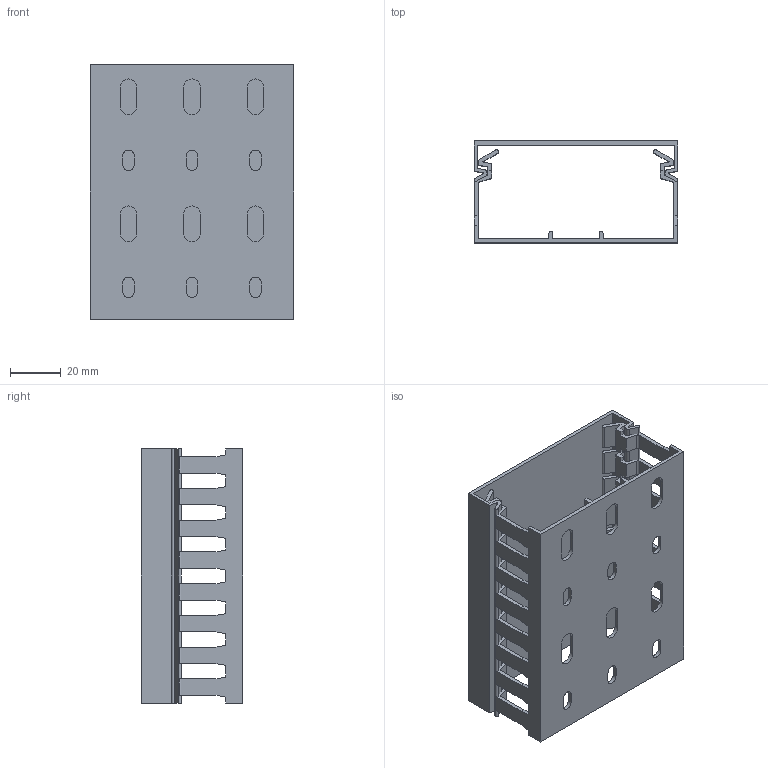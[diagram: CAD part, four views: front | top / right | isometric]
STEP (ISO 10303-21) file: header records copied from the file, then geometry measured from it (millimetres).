
FILE_DESCRIPTION((''),'2;1');
FILE_NAME('HA740080_ASM','2022-04-08T09:10:33',('pfeiferc'),(''),'CREO PARAMETRIC BY PTC INC, 2021184','CREO PARAMETRIC BY PTC INC, 2021184','');
FILE_SCHEMA(('AUTOMOTIVE_DESIGN { 1 0 10303 214 1 1 1 1 }'));
Length unit declared in the file: millimetre
Products named in the file (3): PROXY_12370-M; PROXY_09470-M; HA740080_ASM
Assembly tree (2 placements, depth 2):
  HA740080_ASM
    PROXY_12370-M
    PROXY_09470-M
Bounding box: 80.2 x 40 x 100 mm (x, y, z)
Volume: 38832.4 mm3; surface area: 55376.7 mm2
Topology: 2 solids, 2 shells, 408 faces, 1212 edges, 808 vertices
Faces by surface type: plane 330, cylinder 78
Entity records: 19040 total; most frequent: CARTESIAN_POINT 2582, ORIENTED_EDGE 2424, DIRECTION 2412, EDGE_CURVE 1212, PRESENTATION_STYLE_ASSIGNMENT 1168, STYLED_ITEM 1168, CURVE_STYLE 1167, VECTOR 1067
